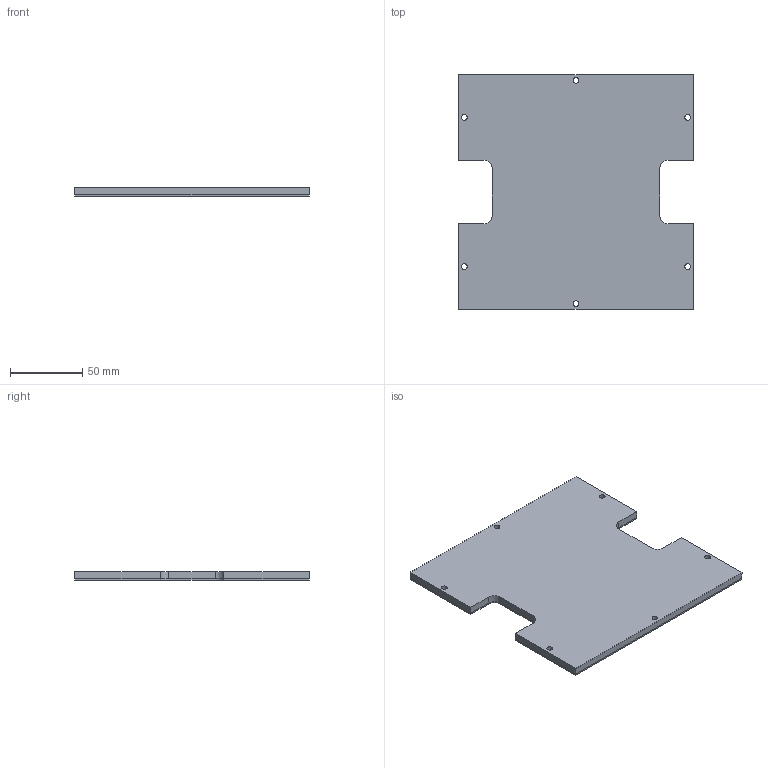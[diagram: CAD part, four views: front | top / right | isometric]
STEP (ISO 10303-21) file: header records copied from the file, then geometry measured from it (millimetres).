
FILE_DESCRIPTION(/* description */ (''),/* implementation_level */ '2;1');
FILE_NAME(/* name */ 'Base Plate.step',/* time_stamp */ '2022-11-30T14:09:04+08:00',/* author */ (''),/* organization */ (''),/* preprocessor_version */ 'ST-DEVELOPER v19.2',/* originating_system */ 'Autodesk Translation Framework v11.17.0.187',/* authorisation */ '');
FILE_SCHEMA (('AUTOMOTIVE_DESIGN { 1 0 10303 214 3 1 1 }'));
Length unit declared in the file: millimetre
Products named in the file (1): Base Plate
Bounding box: 163 x 163 x 6 mm (x, y, z)
Volume: 93757.4 mm3; surface area: 92246.4 mm2
Topology: 40 solids, 40 shells, 592 faces, 1404 edges, 850 vertices
Faces by surface type: plane 558, cylinder 34
Full cylindrical faces by diameter (mm): 4 x12
Entity records: 16577 total; most frequent: CARTESIAN_POINT 2847, ORIENTED_EDGE 2808, DIRECTION 2666, EDGE_CURVE 1404, LINE 1328, VECTOR 1328, VERTEX_POINT 850, AXIS2_PLACEMENT_3D 669
